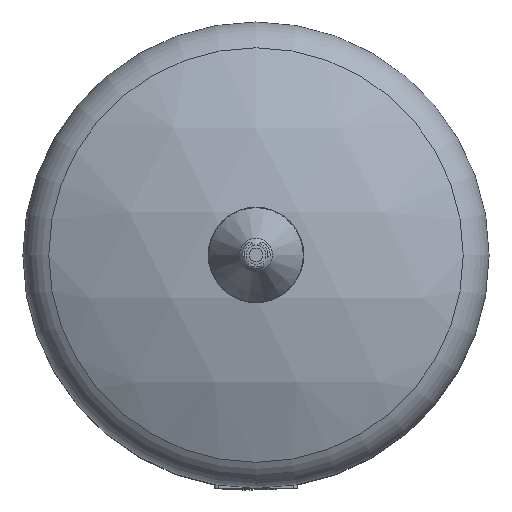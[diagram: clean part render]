
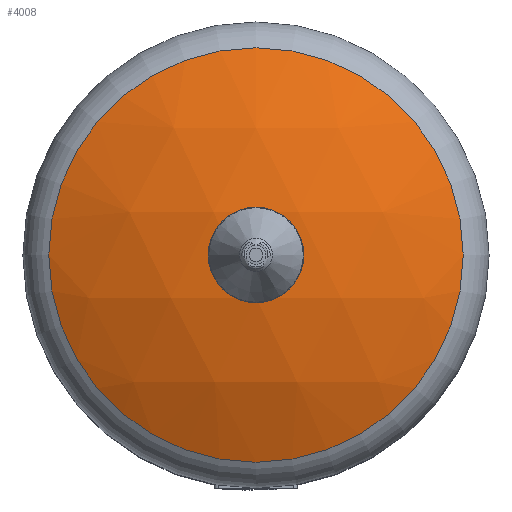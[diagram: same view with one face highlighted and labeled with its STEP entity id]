
A CAD part, top view. The second image highlights one B-rep face of the part: STEP entity #4008.
In plain terms, the highlighted spherical face has radius 207 mm.
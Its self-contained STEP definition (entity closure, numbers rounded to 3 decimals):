
#1045=FACE_OUTER_BOUND('',#1305,.T.);
#1305=EDGE_LOOP('',(#2850));
#1632=CIRCLE('',#4284,91.568);
#1865=VERTEX_POINT('',#6095);
#2272=EDGE_CURVE('',#1865,#1865,#1632,.T.);
#2850=ORIENTED_EDGE('',*,*,#2272,.F.);
#4006=SPHERICAL_SURFACE('',#4283,207.);
#4008=ADVANCED_FACE('',(#1045),#4006,.T.);
#4283=AXIS2_PLACEMENT_3D('',#6094,#4777,#4778);
#4284=AXIS2_PLACEMENT_3D('',#6096,#4779,#4780);
#4777=DIRECTION('center_axis',(0.,-1.,0.));
#4778=DIRECTION('ref_axis',(-1.,0.,0.));
#4779=DIRECTION('center_axis',(0.,0.,
-1.));
#4780=DIRECTION('ref_axis',(1.,0.,0.));
#6094=CARTESIAN_POINT('Origin',(0.,0.,
107.));
#6095=CARTESIAN_POINT('',(91.568,0.,292.645));
#6096=CARTESIAN_POINT('Origin',(0.,0.,
292.645));
